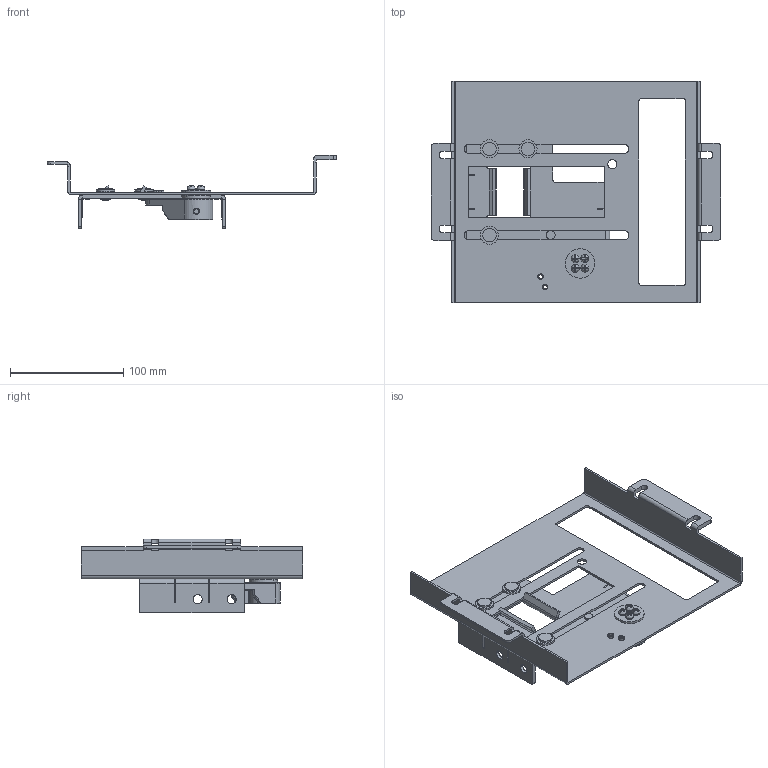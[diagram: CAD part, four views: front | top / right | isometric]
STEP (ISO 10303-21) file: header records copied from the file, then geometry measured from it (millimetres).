
FILE_DESCRIPTION((''),'2;1');
FILE_NAME('6760M1526131_ASM_ASM','2021-05-06T09:47:39',('zhxmin'),(''),'CREO PARAMETRIC BY PTC INC, 2018020','CREO PARAMETRIC BY PTC INC, 2018020','');
FILE_SCHEMA(('CONFIG_CONTROL_DESIGN','SHAPE_APPEARANCE_LAYERS_GROUPS'));
Length unit declared in the file: millimetre
Products named in the file (16): 8259M0308104_56; 8233M0726002_85; 8060M0306106_26; 8206M0312213_58; 8206M0312214_27; GBT896-4_17; GB_T859_4_5; GB_T818_M480_7; GB_T97_1_8_1; GBT9074_4-M5140_ASM_19; 6760M1526127_ASM_78_ASM; 5203M1526144_ASM_18_ASM; 5253M1526116_ASM_124_ASM; 6760M1526131_ASM_21_ASM; 8ZTD-043-1021_GAI; 6760M1526131_ASM_ASM
Assembly tree (27 placements, depth 4):
  6760M1526131_ASM_ASM
    6760M1526131_ASM_21_ASM
      6760M1526127_ASM_78_ASM
        8259M0308104_56
        8233M0726002_85
        8060M0306106_26
        8206M0312213_58
        8206M0312214_27  x3
        GBT896-4_17  x3
        GB_T859_4_5  x4
        GB_T818_M480_7  x4
        GB_T97_1_8_1  x3
        GBT9074_4-M5140_ASM_19
      5203M1526144_ASM_18_ASM
      5253M1526116_ASM_124_ASM
    8ZTD-043-1021_GAI
Bounding box: 255 x 195 x 65 mm (x, y, z)
Volume: 146690 mm3; surface area: 130786.5 mm2
Topology: 22 solids, 33 shells, 656 faces, 1775 edges, 1163 vertices
Faces by surface type: cylinder 309, plane 255, torus 40, sphere 20, cone 20, bspline 12
Entity records: 18891 total; most frequent: CARTESIAN_POINT 3334, DIRECTION 2866, ORIENTED_EDGE 2446, EDGE_CURVE 1241, AXIS2_PLACEMENT_3D 1137, VERTEX_POINT 813, CIRCLE 613, PRESENTATION_STYLE_ASSIGNMENT 601
